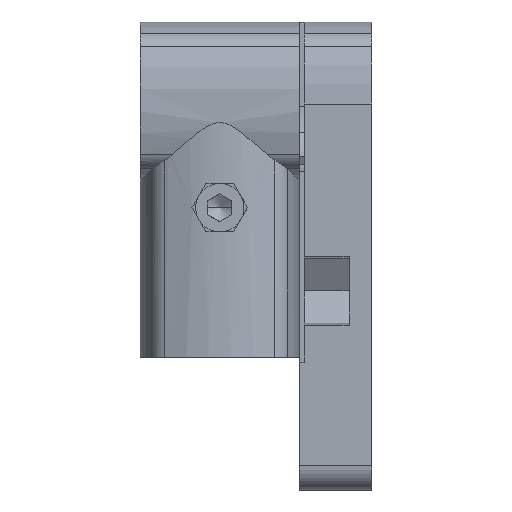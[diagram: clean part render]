
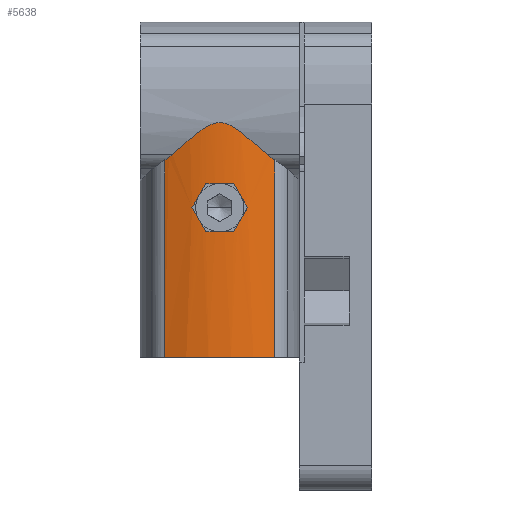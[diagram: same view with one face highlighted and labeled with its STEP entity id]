
A CAD part, left-side view. The second image highlights one B-rep face of the part: STEP entity #5638.
In plain terms, the highlighted cylindrical face has radius 30.285 mm (diameter 60.569 mm), a partial arc.
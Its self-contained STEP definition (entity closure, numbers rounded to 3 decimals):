
#61=ELLIPSE('',#6107,60.569,30.285);
#62=ELLIPSE('',#6108,60.569,30.285);
#63=ELLIPSE('',#6110,60.569,30.285);
#64=ELLIPSE('',#6111,60.569,30.285);
#89=B_SPLINE_CURVE_WITH_KNOTS('',3,(#9088,#9089,#9090,#9091,#9092,#9093,
#9094,#9095,#9096,#9097,#9098,#9099,#9100,#9101,#9102,#9103,#9104,#9105,
#9106,#9107,#9108,#9109,#9110,#9111),.UNSPECIFIED.,.F.,.F.,(4,1,1,1,1,1,
1,1,1,1,1,1,1,1,1,1,1,1,1,1,1,4),(0.,1.859,3.618,
5.227,6.651,7.905,9.019,10.041,
10.981,11.859,12.718,13.606,14.567,
15.621,16.78,18.012,19.244,20.403,
21.471,22.466,23.418,24.349),
 .UNSPECIFIED.);
#90=B_SPLINE_CURVE_WITH_KNOTS('',3,(#9115,#9116,#9117,#9118,#9119),
 .UNSPECIFIED.,.F.,.F.,(4,1,4),(0.,1.072,2.048),
 .UNSPECIFIED.);
#97=B_SPLINE_CURVE_WITH_KNOTS('',3,(#9175,#9176,#9177,#9178,#9179),
 .UNSPECIFIED.,.F.,.F.,(4,1,4),(0.,0.977,2.048),
 .UNSPECIFIED.);
#236=CYLINDRICAL_SURFACE('',#6105,30.285);
#319=FACE_BOUND('',#834,.T.);
#495=FACE_OUTER_BOUND('',#833,.T.);
#833=EDGE_LOOP('',(#4602,#4603,#4604,#4605,#4606,#4607));
#834=EDGE_LOOP('',(#4608,#4609,#4610,#4611,#4612,#4613));
#1333=LINE('',#9184,#1842);
#1334=LINE('',#9185,#1843);
#1842=VECTOR('',#7307,40.902);
#1843=VECTOR('',#7308,40.902);
#2149=CIRCLE('',#6106,30.285);
#2150=CIRCLE('',#6109,30.285);
#2151=CIRCLE('',#6112,30.285);
#2584=VERTEX_POINT('',#9085);
#2585=VERTEX_POINT('',#9087);
#2586=VERTEX_POINT('',#9114);
#2591=VERTEX_POINT('',#9166);
#2592=VERTEX_POINT('',#9181);
#2593=VERTEX_POINT('',#9182);
#2594=VERTEX_POINT('',#9186);
#2595=VERTEX_POINT('',#9187);
#2596=VERTEX_POINT('',#9189);
#2597=VERTEX_POINT('',#9191);
#2598=VERTEX_POINT('',#9193);
#2599=VERTEX_POINT('',#9195);
#3295=EDGE_CURVE('',#2585,#2584,#89,.T.);
#3297=EDGE_CURVE('',#2586,#2585,#90,.T.);
#3306=EDGE_CURVE('',#2584,#2591,#97,.T.);
#3307=EDGE_CURVE('',#2592,#2593,#2149,.T.);
#3308=EDGE_CURVE('',#2586,#2592,#1333,.T.);
#3309=EDGE_CURVE('',#2593,#2591,#1334,.T.);
#3310=EDGE_CURVE('',#2594,#2595,#61,.T.);
#3311=EDGE_CURVE('',#2594,#2596,#62,.T.);
#3312=EDGE_CURVE('',#2596,#2597,#2150,.T.);
#3313=EDGE_CURVE('',#2597,#2598,#63,.T.);
#3314=EDGE_CURVE('',#2599,#2598,#64,.T.);
#3315=EDGE_CURVE('',#2595,#2599,#2151,.T.);
#4602=ORIENTED_EDGE('',*,*,#3307,.F.);
#4603=ORIENTED_EDGE('',*,*,#3308,.F.);
#4604=ORIENTED_EDGE('',*,*,#3297,.T.);
#4605=ORIENTED_EDGE('',*,*,#3295,.T.);
#4606=ORIENTED_EDGE('',*,*,#3306,.T.);
#4607=ORIENTED_EDGE('',*,*,#3309,.F.);
#4608=ORIENTED_EDGE('',*,*,#3310,.F.);
#4609=ORIENTED_EDGE('',*,*,#3311,.T.);
#4610=ORIENTED_EDGE('',*,*,#3312,.T.);
#4611=ORIENTED_EDGE('',*,*,#3313,.T.);
#4612=ORIENTED_EDGE('',*,*,#3314,.F.);
#4613=ORIENTED_EDGE('',*,*,#3315,.F.);
#5638=ADVANCED_FACE('',(#495,#319),#236,.T.);
#6105=AXIS2_PLACEMENT_3D('',#9180,#7303,#7304);
#6106=AXIS2_PLACEMENT_3D('',#9183,#7305,#7306);
#6107=AXIS2_PLACEMENT_3D('',#9188,#7309,#7310);
#6108=AXIS2_PLACEMENT_3D('',#9190,#7311,#7312);
#6109=AXIS2_PLACEMENT_3D('',#9192,#7313,#7314);
#6110=AXIS2_PLACEMENT_3D('',#9194,#7315,#7316);
#6111=AXIS2_PLACEMENT_3D('',#9196,#7317,#7318);
#6112=AXIS2_PLACEMENT_3D('',#9197,#7319,#7320);
#7303=DIRECTION('center_axis',(0.,0.,-1.));
#7304=DIRECTION('ref_axis',(-1.,0.,0.));
#7305=DIRECTION('center_axis',(0.,0.,-1.));
#7306=DIRECTION('ref_axis',(-0.926,-0.377,0.));
#7307=DIRECTION('',(0.,0.,-1.));
#7308=DIRECTION('',(0.,0.,1.));
#7309=DIRECTION('center_axis',(0.,0.866,
-0.5));
#7310=DIRECTION('ref_axis',(0.,0.5,0.866));
#7311=DIRECTION('center_axis',(0.,-0.866,
-0.5));
#7312=DIRECTION('ref_axis',(0.,0.5,-0.866));
#7313=DIRECTION('center_axis',(0.,0.,-1.));
#7314=DIRECTION('ref_axis',(-0.995,-0.095,0.));
#7315=DIRECTION('center_axis',(0.,0.866,
-0.5));
#7316=DIRECTION('ref_axis',(0.,-0.5,-0.866));
#7317=DIRECTION('center_axis',(0.,-0.866,
-0.5));
#7318=DIRECTION('ref_axis',(0.,-0.5,0.866));
#7319=DIRECTION('center_axis',(0.,0.,-1.));
#7320=DIRECTION('ref_axis',(-0.995,-0.095,0.));
#9085=CARTESIAN_POINT('',(-15.116,41.318,-10.465));
#9087=CARTESIAN_POINT('',(-15.116,21.682,-10.465));
#9088=CARTESIAN_POINT('Ctrl Pts',(-15.116,21.682,-10.465));
#9089=CARTESIAN_POINT('Ctrl Pts',(-15.267,22.124,-10.058));
#9090=CARTESIAN_POINT('Ctrl Pts',(-15.542,22.991,-9.266));
#9091=CARTESIAN_POINT('Ctrl Pts',(-15.885,24.268,-8.131));
#9092=CARTESIAN_POINT('Ctrl Pts',(-16.152,25.465,-7.106));
#9093=CARTESIAN_POINT('Ctrl Pts',(-16.353,26.565,-6.216));
#9094=CARTESIAN_POINT('Ctrl Pts',(-16.501,27.571,-5.465));
#9095=CARTESIAN_POINT('Ctrl Pts',(-16.608,28.51,-4.844));
#9096=CARTESIAN_POINT('Ctrl Pts',(-16.684,29.409,-4.353));
#9097=CARTESIAN_POINT('Ctrl Pts',(-16.732,30.293,-4.006));
#9098=CARTESIAN_POINT('Ctrl Pts',(-16.754,31.175,-3.834));
#9099=CARTESIAN_POINT('Ctrl Pts',(-16.751,32.057,-3.861));
#9100=CARTESIAN_POINT('Ctrl Pts',(-16.722,32.938,-4.081));
#9101=CARTESIAN_POINT('Ctrl Pts',(-16.666,33.826,-4.469));
#9102=CARTESIAN_POINT('Ctrl Pts',(-16.583,34.74,-4.999));
#9103=CARTESIAN_POINT('Ctrl Pts',(-16.467,35.682,-5.647));
#9104=CARTESIAN_POINT('Ctrl Pts',(-16.318,36.635,-6.375));
#9105=CARTESIAN_POINT('Ctrl Pts',(-16.144,37.56,-7.131));
#9106=CARTESIAN_POINT('Ctrl Pts',(-15.953,38.426,-7.868));
#9107=CARTESIAN_POINT('Ctrl Pts',(-15.755,39.22,-8.564));
#9108=CARTESIAN_POINT('Ctrl Pts',(-15.551,39.954,-9.22));
#9109=CARTESIAN_POINT('Ctrl Pts',(-15.34,40.647,-9.849));
#9110=CARTESIAN_POINT('Ctrl Pts',(-15.192,41.097,-10.261));
#9111=CARTESIAN_POINT('Ctrl Pts',(-15.116,41.318,-10.465));
#9114=CARTESIAN_POINT('',(-14.519,20.087,-11.598));
#9115=CARTESIAN_POINT('Ctrl Pts',(-14.519,20.087,-11.598));
#9116=CARTESIAN_POINT('Ctrl Pts',(-14.637,20.379,-11.429));
#9117=CARTESIAN_POINT('Ctrl Pts',(-14.851,20.929,-11.084));
#9118=CARTESIAN_POINT('Ctrl Pts',(-15.036,21.449,-10.678));
#9119=CARTESIAN_POINT('Ctrl Pts',(-15.116,21.682,-10.465));
#9166=CARTESIAN_POINT('',(-14.519,42.913,-11.598));
#9175=CARTESIAN_POINT('Ctrl Pts',(-15.116,41.318,-10.465));
#9176=CARTESIAN_POINT('Ctrl Pts',(-15.036,41.551,-10.678));
#9177=CARTESIAN_POINT('Ctrl Pts',(-14.851,42.071,-11.084));
#9178=CARTESIAN_POINT('Ctrl Pts',(-14.637,42.621,-11.429));
#9179=CARTESIAN_POINT('Ctrl Pts',(-14.519,42.913,-11.598));
#9180=CARTESIAN_POINT('Origin',(13.533,31.5,0.));
#9181=CARTESIAN_POINT('',(-14.519,20.087,-52.5));
#9182=CARTESIAN_POINT('',(-14.519,42.913,-52.5));
#9183=CARTESIAN_POINT('Origin',(13.533,31.5,-52.5));
#9184=CARTESIAN_POINT('',(-14.519,20.087,-11.598));
#9185=CARTESIAN_POINT('',(-14.519,42.913,-52.5));
#9186=CARTESIAN_POINT('',(-16.196,25.726,-21.5));
#9187=CARTESIAN_POINT('',(-16.614,28.613,-16.5));
#9188=CARTESIAN_POINT('Origin',(13.533,31.5,-11.5));
#9189=CARTESIAN_POINT('',(-16.614,28.613,-26.5));
#9190=CARTESIAN_POINT('Origin',(13.533,31.5,-31.5));
#9191=CARTESIAN_POINT('',(-16.614,34.387,-26.5));
#9192=CARTESIAN_POINT('Origin',(13.533,31.5,-26.5));
#9193=CARTESIAN_POINT('',(-16.196,37.274,-21.5));
#9194=CARTESIAN_POINT('Origin',(13.533,31.5,-31.5));
#9195=CARTESIAN_POINT('',(-16.614,34.387,-16.5));
#9196=CARTESIAN_POINT('Origin',(13.533,31.5,-11.5));
#9197=CARTESIAN_POINT('Origin',(13.533,31.5,-16.5));
